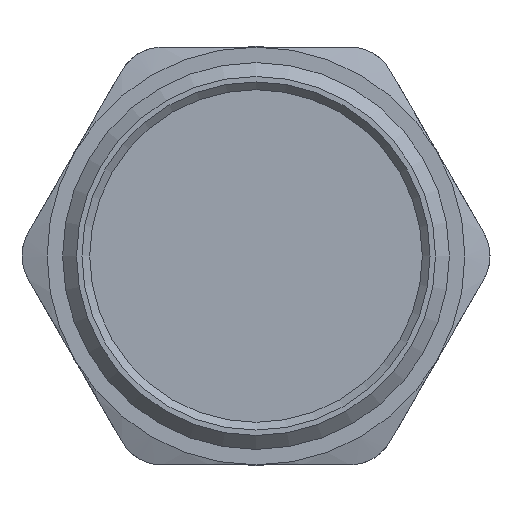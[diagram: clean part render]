
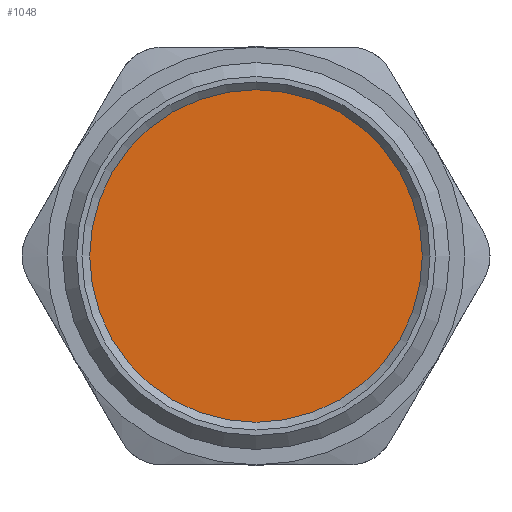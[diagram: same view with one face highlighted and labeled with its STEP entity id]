
A CAD part, front view. The second image highlights one B-rep face of the part: STEP entity #1048.
In plain terms, the highlighted planar face has unit normal (0, -1, 0).
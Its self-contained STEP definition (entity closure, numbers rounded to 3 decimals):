
#292=FACE_OUTER_BOUND('',#354,.T.);
#354=EDGE_LOOP('',(#714));
#422=CIRCLE('',#1134,10.75);
#460=VERTEX_POINT('',#1496);
#560=EDGE_CURVE('',#460,#460,#422,.T.);
#714=ORIENTED_EDGE('',*,*,#560,.T.);
#1022=PLANE('',#1133);
#1048=ADVANCED_FACE('',(#292),#1022,.F.);
#1133=AXIS2_PLACEMENT_3D('',#1495,#1235,#1236);
#1134=AXIS2_PLACEMENT_3D('',#1497,#1237,#1238);
#1235=DIRECTION('center_axis',(0.,1.,0.));
#1236=DIRECTION('ref_axis',(0.,0.,1.));
#1237=DIRECTION('center_axis',(0.,-1.,0.));
#1238=DIRECTION('ref_axis',(-1.,0.,0.));
#1495=CARTESIAN_POINT('Origin',(1.382,-0.559,0.));
#1496=CARTESIAN_POINT('',(12.132,-0.559,0.));
#1497=CARTESIAN_POINT('Origin',(1.382,-0.559,0.));
